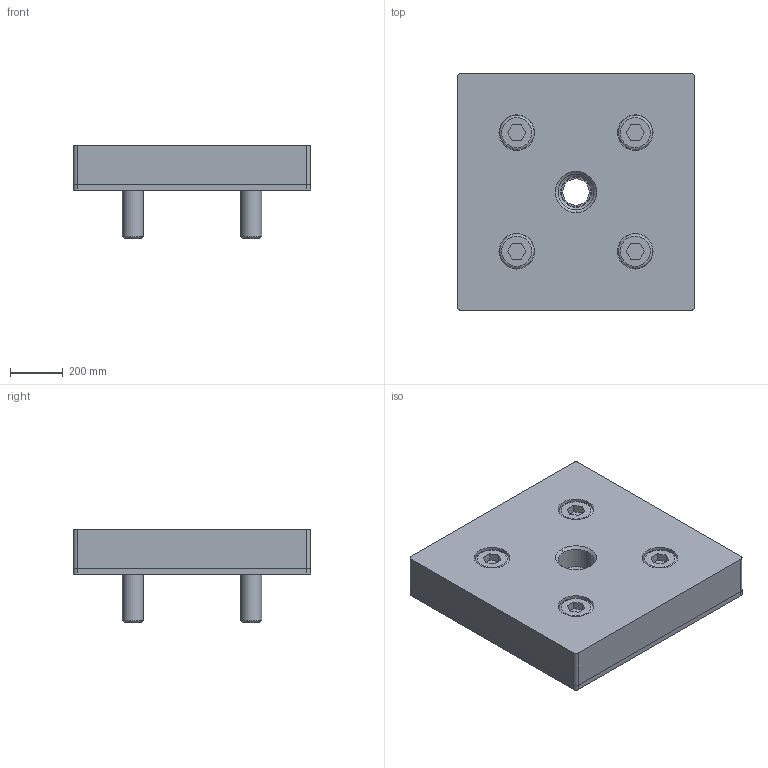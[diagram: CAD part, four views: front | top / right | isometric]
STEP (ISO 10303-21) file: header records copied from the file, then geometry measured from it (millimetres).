
FILE_DESCRIPTION(/* description */ (''),/* implementation_level */ '2;1');
FILE_NAME(/* name */ '32-909014G-1.stp',/* time_stamp */ '2025-01-07T16:55:19-05:00',/* author */ ('esanner'),/* organization */ (''),/* preprocessor_version */ 'ST-DEVELOPER v19',/* originating_system */ 'AutoCAD Mechanical',/* authorisation */ '');
FILE_SCHEMA (('AUTOMOTIVE_DESIGN { 1 0 10303 214 3 1 1 }'));
Length unit declared in the file: centimetre
Products named in the file (3): Product; 32-909014G-1; M8X30LHSCS-0
Assembly tree (5 placements, depth 3):
  Product
    32-909014G-1
      M8X30LHSCS-0  x4
Bounding box: 900 x 900 x 355 mm (x, y, z)
Volume: 137013179 mm3; surface area: 4427648.9 mm2
Topology: 6 solids, 6 shells, 102 faces, 223 edges, 147 vertices
Faces by surface type: plane 58, cylinder 31, cone 9, torus 4
Full cylindrical faces by diameter (mm): 80 x4, 90 x8, 100 x1, 130 x4, 135 x4, 136.538 x1, 250 x1
Entity records: 1834 total; most frequent: DIRECTION 335, CARTESIAN_POINT 294, ORIENTED_EDGE 272, EDGE_CURVE 136, AXIS2_PLACEMENT_3D 131, VERTEX_POINT 90, EDGE_LOOP 88, LINE 73
